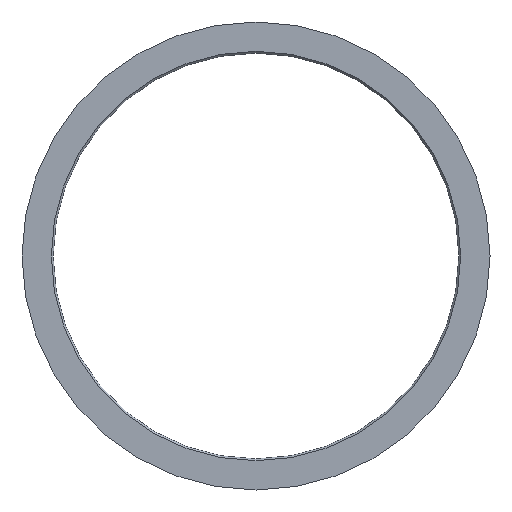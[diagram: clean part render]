
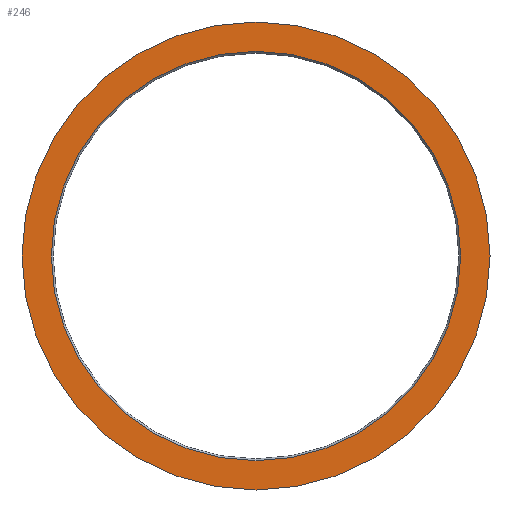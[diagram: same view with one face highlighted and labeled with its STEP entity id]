
A CAD part, front view. The second image highlights one B-rep face of the part: STEP entity #246.
In plain terms, the highlighted planar face has unit normal (0, -1, 0).
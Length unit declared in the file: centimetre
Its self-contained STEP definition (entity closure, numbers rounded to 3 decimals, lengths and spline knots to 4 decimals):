
#6 = EDGE_CURVE ( 'NONE', #110, #115, #55, .T. ) ;
#7 = VERTEX_POINT ( 'NONE', #24 ) ;
#16 = AXIS2_PLACEMENT_3D ( 'NONE', #321, #202, #179 ) ;
#24 = CARTESIAN_POINT ( 'NONE',  ( 0., 0., 3.28 ) ) ;
#41 = AXIS2_PLACEMENT_3D ( 'NONE', #91, #95, #93 ) ;
#49 = DIRECTION ( 'NONE',  ( 0., 0., -1. ) ) ;
#55 = CIRCLE ( 'NONE', #60, 3.75 ) ;
#60 = AXIS2_PLACEMENT_3D ( 'NONE', #258, #150, #124 ) ;
#79 = CARTESIAN_POINT ( 'NONE',  ( 0., 0., -3.28 ) ) ;
#80 = CARTESIAN_POINT ( 'NONE',  ( -3.45, 0., 0. ) ) ;
#91 = CARTESIAN_POINT ( 'NONE',  ( 0., 0., 0. ) ) ;
#93 = DIRECTION ( 'NONE',  ( 0., 0., 1. ) ) ;
#94 = ORIENTED_EDGE ( 'NONE', *, *, #96, .F. ) ;
#95 = DIRECTION ( 'NONE',  ( 0., 1., 0. ) ) ;
#96 = EDGE_CURVE ( 'NONE', #115, #110, #97, .T. ) ;
#97 = CIRCLE ( 'NONE', #41, 3.75 ) ;
#100 = CARTESIAN_POINT ( 'NONE',  ( 0., 0., 0. ) ) ;
#106 = FACE_OUTER_BOUND ( 'NONE', #305, .T. ) ;
#110 = VERTEX_POINT ( 'NONE', #310 ) ;
#115 = VERTEX_POINT ( 'NONE', #173 ) ;
#124 = DIRECTION ( 'NONE',  ( 0., 0., 1. ) ) ;
#126 = DIRECTION ( 'NONE',  ( 0., 1., 0. ) ) ;
#141 = ORIENTED_EDGE ( 'NONE', *, *, #146, .F. ) ;
#146 = EDGE_CURVE ( 'NONE', #163, #7, #187, .T. ) ;
#150 = DIRECTION ( 'NONE',  ( 0., 1., 0. ) ) ;
#163 = VERTEX_POINT ( 'NONE', #79 ) ;
#173 = CARTESIAN_POINT ( 'NONE',  ( 0., 0., 3.75 ) ) ;
#178 = DIRECTION ( 'NONE',  ( 0., -1., 0. ) ) ;
#179 = DIRECTION ( 'NONE',  ( 0., 0., -1. ) ) ;
#181 = EDGE_CURVE ( 'NONE', #7, #163, #252, .T. ) ;
#187 = CIRCLE ( 'NONE', #269, 3.28 ) ;
#197 = ORIENTED_EDGE ( 'NONE', *, *, #181, .F. ) ;
#202 = DIRECTION ( 'NONE',  ( 0., -1., 0. ) ) ;
#210 = FACE_BOUND ( 'NONE', #329, .T. ) ;
#246 = ADVANCED_FACE ( 'NONE', ( #106, #210 ), #327, .F. ) ;
#252 = CIRCLE ( 'NONE', #16, 3.28 ) ;
#258 = CARTESIAN_POINT ( 'NONE',  ( 0., 0., 0. ) ) ;
#269 = AXIS2_PLACEMENT_3D ( 'NONE', #100, #178, #49 ) ;
#294 = DIRECTION ( 'NONE',  ( 0., 0., 1. ) ) ;
#299 = ORIENTED_EDGE ( 'NONE', *, *, #6, .F. ) ;
#305 = EDGE_LOOP ( 'NONE', ( #94, #299 ) ) ;
#310 = CARTESIAN_POINT ( 'NONE',  ( 0., 0., -3.75 ) ) ;
#321 = CARTESIAN_POINT ( 'NONE',  ( 0., 0., 0. ) ) ;
#327 = PLANE ( 'NONE',  #336 ) ;
#329 = EDGE_LOOP ( 'NONE', ( #197, #141 ) ) ;
#336 = AXIS2_PLACEMENT_3D ( 'NONE', #80, #126, #294 ) ;
